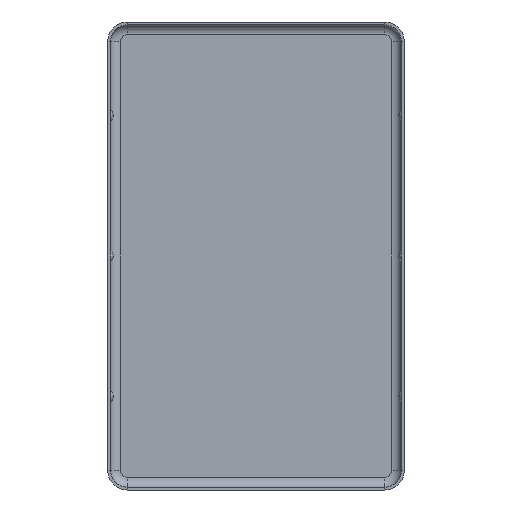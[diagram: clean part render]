
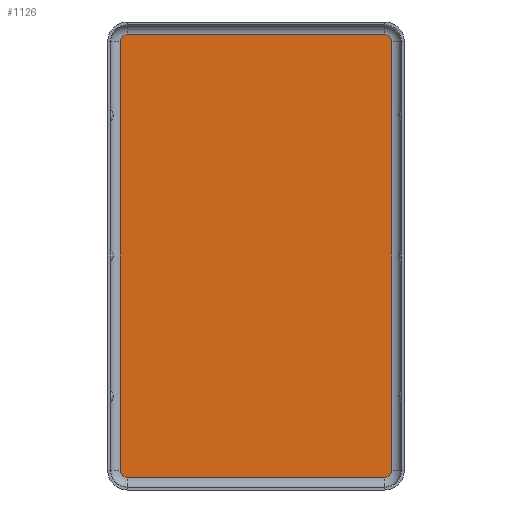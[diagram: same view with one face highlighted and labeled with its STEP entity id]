
A CAD part, front view. The second image highlights one B-rep face of the part: STEP entity #1126.
In plain terms, the highlighted planar face has unit normal (0, -1, 0).
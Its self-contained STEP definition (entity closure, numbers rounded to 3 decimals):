
#2 = VECTOR ( 'NONE', #847, 1000. ) ;
#108 = CARTESIAN_POINT ( 'NONE',  ( -9.65, 0., 15.25 ) ) ;
#129 = VERTEX_POINT ( 'NONE', #1549 ) ;
#149 = CARTESIAN_POINT ( 'NONE',  ( 9.65, 0., 15.25 ) ) ;
#174 = ORIENTED_EDGE ( 'NONE', *, *, #1113, .F. ) ;
#192 = EDGE_CURVE ( 'NONE', #968, #1162, #228, .T. ) ;
#220 = AXIS2_PLACEMENT_3D ( 'NONE', #601, #1604, #1590 ) ;
#226 = ORIENTED_EDGE ( 'NONE', *, *, #509, .T. ) ;
#228 = LINE ( 'NONE', #1842, #977 ) ;
#249 = DIRECTION ( 'NONE',  ( 0., 0., 1. ) ) ;
#272 = DIRECTION ( 'NONE',  ( 0., 1., 0. ) ) ;
#312 = ORIENTED_EDGE ( 'NONE', *, *, #1228, .F. ) ;
#327 = DIRECTION ( 'NONE',  ( 0., 0., -1. ) ) ;
#415 = PLANE ( 'NONE',  #1838 ) ;
#425 = EDGE_CURVE ( 'NONE', #1125, #996, #1034, .T. ) ;
#427 = CARTESIAN_POINT ( 'NONE',  ( -9.15, 0., -15.75 ) ) ;
#459 = DIRECTION ( 'NONE',  ( -1., 0., 0. ) ) ;
#470 = EDGE_CURVE ( 'NONE', #996, #645, #653, .T. ) ;
#496 = ORIENTED_EDGE ( 'NONE', *, *, #470, .F. ) ;
#509 = EDGE_CURVE ( 'NONE', #1162, #577, #1149, .T. ) ;
#537 = DIRECTION ( 'NONE',  ( 0., -1., 0. ) ) ;
#576 = AXIS2_PLACEMENT_3D ( 'NONE', #1535, #537, #972 ) ;
#577 = VERTEX_POINT ( 'NONE', #427 ) ;
#601 = CARTESIAN_POINT ( 'NONE',  ( 9.15, 0., 15.25 ) ) ;
#636 = VERTEX_POINT ( 'NONE', #872 ) ;
#645 = VERTEX_POINT ( 'NONE', #1559 ) ;
#653 = CIRCLE ( 'NONE', #1846, 0.5 ) ;
#715 = CARTESIAN_POINT ( 'NONE',  ( -9.65, 0., -15.25 ) ) ;
#718 = ORIENTED_EDGE ( 'NONE', *, *, #1794, .T. ) ;
#738 = CARTESIAN_POINT ( 'NONE',  ( 9.15, 0., 15.75 ) ) ;
#742 = VECTOR ( 'NONE', #1390, 1000. ) ;
#787 = ORIENTED_EDGE ( 'NONE', *, *, #192, .T. ) ;
#793 = CARTESIAN_POINT ( 'NONE',  ( 9.65, 0., -15.25 ) ) ;
#847 = DIRECTION ( 'NONE',  ( -1., 0., 0. ) ) ;
#872 = CARTESIAN_POINT ( 'NONE',  ( 9.15, 0., 15.75 ) ) ;
#968 = VERTEX_POINT ( 'NONE', #108 ) ;
#972 = DIRECTION ( 'NONE',  ( 0., 0., 1. ) ) ;
#977 = VECTOR ( 'NONE', #327, 1000. ) ;
#987 = DIRECTION ( 'NONE',  ( 0., -1., 0. ) ) ;
#996 = VERTEX_POINT ( 'NONE', #793 ) ;
#1007 = CIRCLE ( 'NONE', #1551, 0.5 ) ;
#1028 = DIRECTION ( 'NONE',  ( 0., 1., 0. ) ) ;
#1034 = LINE ( 'NONE', #1674, #742 ) ;
#1101 = LINE ( 'NONE', #1703, #2 ) ;
#1113 = EDGE_CURVE ( 'NONE', #645, #577, #1101, .T. ) ;
#1119 = CARTESIAN_POINT ( 'NONE',  ( 9.15, 0., -15.25 ) ) ;
#1125 = VERTEX_POINT ( 'NONE', #149 ) ;
#1126 = ADVANCED_FACE ( 'NONE', ( #1718 ), #415, .T. ) ;
#1149 = CIRCLE ( 'NONE', #576, 0.5 ) ;
#1162 = VERTEX_POINT ( 'NONE', #715 ) ;
#1228 = EDGE_CURVE ( 'NONE', #968, #129, #1007, .T. ) ;
#1319 = VECTOR ( 'NONE', #459, 1000. ) ;
#1390 = DIRECTION ( 'NONE',  ( 0., 0., -1. ) ) ;
#1480 = DIRECTION ( 'NONE',  ( 0., 0., -1. ) ) ;
#1525 = ORIENTED_EDGE ( 'NONE', *, *, #1816, .T. ) ;
#1532 = CIRCLE ( 'NONE', #220, 0.5 ) ;
#1535 = CARTESIAN_POINT ( 'NONE',  ( -9.15, 0., -15.25 ) ) ;
#1549 = CARTESIAN_POINT ( 'NONE',  ( -9.15, 0., 15.75 ) ) ;
#1551 = AXIS2_PLACEMENT_3D ( 'NONE', #1612, #1028, #1480 ) ;
#1559 = CARTESIAN_POINT ( 'NONE',  ( 9.15, 0., -15.75 ) ) ;
#1585 = ORIENTED_EDGE ( 'NONE', *, *, #425, .F. ) ;
#1590 = DIRECTION ( 'NONE',  ( 0., 0., -1. ) ) ;
#1601 = EDGE_LOOP ( 'NONE', ( #174, #496, #1585, #718, #1525, #312, #787, #226 ) ) ;
#1604 = DIRECTION ( 'NONE',  ( 0., -1., 0. ) ) ;
#1612 = CARTESIAN_POINT ( 'NONE',  ( -9.15, 0., 15.25 ) ) ;
#1674 = CARTESIAN_POINT ( 'NONE',  ( 9.65, 0., 0. ) ) ;
#1702 = LINE ( 'NONE', #738, #1319 ) ;
#1703 = CARTESIAN_POINT ( 'NONE',  ( 9.15, 0., -15.75 ) ) ;
#1718 = FACE_OUTER_BOUND ( 'NONE', #1601, .T. ) ;
#1794 = EDGE_CURVE ( 'NONE', #1125, #636, #1532, .T. ) ;
#1813 = CARTESIAN_POINT ( 'NONE',  ( 9.15, 0., -15.25 ) ) ;
#1816 = EDGE_CURVE ( 'NONE', #636, #129, #1702, .T. ) ;
#1835 = DIRECTION ( 'NONE',  ( 0., 0., -1. ) ) ;
#1838 = AXIS2_PLACEMENT_3D ( 'NONE', #1119, #987, #1835 ) ;
#1842 = CARTESIAN_POINT ( 'NONE',  ( -9.65, 0., 0. ) ) ;
#1846 = AXIS2_PLACEMENT_3D ( 'NONE', #1813, #272, #249 ) ;
